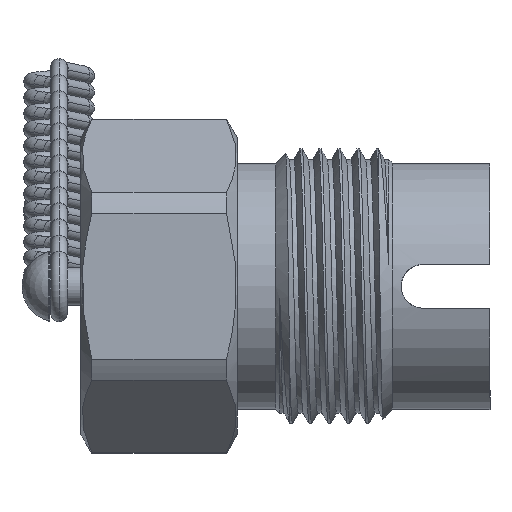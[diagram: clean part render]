
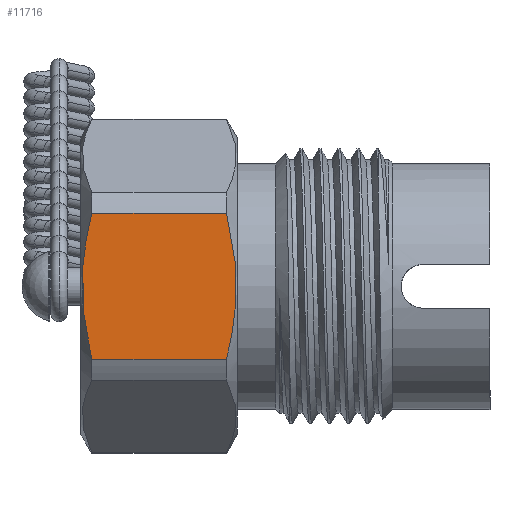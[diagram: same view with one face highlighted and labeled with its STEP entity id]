
A CAD part, left-side view. The second image highlights one B-rep face of the part: STEP entity #11716.
In plain terms, the highlighted planar face has unit normal (-1, 0, 0).
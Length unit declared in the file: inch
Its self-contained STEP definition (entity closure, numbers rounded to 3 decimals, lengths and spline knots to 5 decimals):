
#25 = CARTESIAN_POINT ( 'NONE',  ( -0.5625, 0.98541, 0.27243 ) ) ;
#86 = DIRECTION ( 'NONE',  ( 0., 0., -1. ) ) ;
#376 = VERTEX_POINT ( 'NONE', #4009 ) ;
#430 = CARTESIAN_POINT ( 'NONE',  ( -0.5625, 0.98541, -0.27243 ) ) ;
#462 = CARTESIAN_POINT ( 'NONE',  ( -0.5625, 0.96192, -0.15966 ) ) ;
#479 = EDGE_CURVE ( 'NONE', #9130, #12563, #10987, .T. ) ;
#546 = CARTESIAN_POINT ( 'NONE',  ( -0.5625, 1.50072, 0.22817 ) ) ;
#718 = CARTESIAN_POINT ( 'NONE',  ( -0.5625, 1.50981, 0.18335 ) ) ;
#1761 = CARTESIAN_POINT ( 'NONE',  ( -0.5625, 0.96574, -0.1823 ) ) ;
#1785 = CARTESIAN_POINT ( 'NONE',  ( -0.5625, 1.50926, -0.1823 ) ) ;
#1911 = CARTESIAN_POINT ( 'NONE',  ( -0.5625, 1.48959, -0.27243 ) ) ;
#2316 = ORIENTED_EDGE ( 'NONE', *, *, #479, .F. ) ;
#2418 = EDGE_CURVE ( 'NONE', #8956, #9130, #13685, .T. ) ;
#2567 = CARTESIAN_POINT ( 'NONE',  ( -0.5625, 0., 0.27243 ) ) ;
#2606 = CARTESIAN_POINT ( 'NONE',  ( -0.5625, 0.96519, 0.18335 ) ) ;
#3090 = CARTESIAN_POINT ( 'NONE',  ( -0.5625, 1.51308, -0.15966 ) ) ;
#3262 = CARTESIAN_POINT ( 'NONE',  ( -0.5625, 1.52238, -0.09158 ) ) ;
#3380 = EDGE_LOOP ( 'NONE', ( #2316, #4852, #14461, #14411 ) ) ;
#4009 = CARTESIAN_POINT ( 'NONE',  ( -0.5625, 1.48959, 0.27243 ) ) ;
#4852 = ORIENTED_EDGE ( 'NONE', *, *, #2418, .F. ) ;
#5247 = PLANE ( 'NONE',  #5440 ) ;
#5440 = AXIS2_PLACEMENT_3D ( 'NONE', #13236, #15900, #86 ) ;
#5512 = CARTESIAN_POINT ( 'NONE',  ( -0.5625, 0., -0.27243 ) ) ;
#5677 = CARTESIAN_POINT ( 'NONE',  ( -0.5625, 0.94934, -0.04598 ) ) ;
#6330 = DIRECTION ( 'NONE',  ( 0., -1., 0. ) ) ;
#6880 = FACE_OUTER_BOUND ( 'NONE', #3380, .T. ) ;
#6953 = CARTESIAN_POINT ( 'NONE',  ( -0.5625, 1.48959, -0.27243 ) ) ;
#6993 = CARTESIAN_POINT ( 'NONE',  ( -0.5625, 1.49521, -0.25008 ) ) ;
#7083 = CARTESIAN_POINT ( 'NONE',  ( -0.5625, 0.95262, -0.09158 ) ) ;
#7090 = VECTOR ( 'NONE', #16061, 39.37008 ) ;
#7771 = CARTESIAN_POINT ( 'NONE',  ( -0.5625, 0.97428, 0.22817 ) ) ;
#8153 = CARTESIAN_POINT ( 'NONE',  ( -0.5625, 0.97467, -0.22749 ) ) ;
#8308 = CARTESIAN_POINT ( 'NONE',  ( -0.5625, 1.52486, 0.04579 ) ) ;
#8341 = CARTESIAN_POINT ( 'NONE',  ( -0.5625, 0.95337, 0.09188 ) ) ;
#8478 = CARTESIAN_POINT ( 'NONE',  ( -0.5625, 1.5192, 0.11496 ) ) ;
#8956 = VERTEX_POINT ( 'NONE', #11956 ) ;
#9130 = VERTEX_POINT ( 'NONE', #430 ) ;
#9538 = LINE ( 'NONE', #2567, #14442 ) ;
#9607 = CARTESIAN_POINT ( 'NONE',  ( -0.5625, 0.94933, 0.0228 ) ) ;
#9669 = CARTESIAN_POINT ( 'NONE',  ( -0.5625, 0.95014, 0.04579 ) ) ;
#9690 = CARTESIAN_POINT ( 'NONE',  ( -0.5625, 1.48959, 0.27243 ) ) ;
#10987 = LINE ( 'NONE', #5512, #7090 ) ;
#11548 = EDGE_CURVE ( 'NONE', #376, #8956, #9538, .T. ) ;
#11716 = ADVANCED_FACE ( 'NONE', ( #6880 ), #5247, .F. ) ;
#11956 = CARTESIAN_POINT ( 'NONE',  ( -0.5625, 0.98541, 0.27243 ) ) ;
#12563 = VERTEX_POINT ( 'NONE', #6953 ) ;
#12581 = EDGE_CURVE ( 'NONE', #12563, #376, #16140, .T. ) ;
#13236 = CARTESIAN_POINT ( 'NONE',  ( -0.5625, 1.53, -0.32476 ) ) ;
#13399 = CARTESIAN_POINT ( 'NONE',  ( -0.5625, 0.97979, -0.25008 ) ) ;
#13665 = CARTESIAN_POINT ( 'NONE',  ( -0.5625, 1.52566, -0.04598 ) ) ;
#13685 = B_SPLINE_CURVE_WITH_KNOTS ( 'NONE', 3,
 ( #25, #7771, #2606, #14746, #8341, #9669, #9607, #5677, #7083, #462, #1761, #8153, #13399, #14941 ),
 .UNSPECIFIED., .F., .F.,
 ( 4, 2, 2, 2, 2, 2, 4 ),
 ( 0.00744, 0.01092, 0.01266, 0.0144, 0.01787, 0.01961, 0.02135 ),
 .UNSPECIFIED. ) ;
#14411 = ORIENTED_EDGE ( 'NONE', *, *, #12581, .F. ) ;
#14442 = VECTOR ( 'NONE', #6330, 39.37008 ) ;
#14461 = ORIENTED_EDGE ( 'NONE', *, *, #11548, .F. ) ;
#14746 = CARTESIAN_POINT ( 'NONE',  ( -0.5625, 0.9558, 0.11496 ) ) ;
#14941 = CARTESIAN_POINT ( 'NONE',  ( -0.5625, 0.98541, -0.27243 ) ) ;
#15900 = DIRECTION ( 'NONE',  ( 1., 0., 0. ) ) ;
#16061 = DIRECTION ( 'NONE',  ( 0., 1., 0. ) ) ;
#16139 = CARTESIAN_POINT ( 'NONE',  ( -0.5625, 1.52567, 0.0228 ) ) ;
#16140 = B_SPLINE_CURVE_WITH_KNOTS ( 'NONE', 3,
 ( #1911, #6993, #16253, #1785, #3090, #3262, #13665, #16139, #8308, #16311, #8478, #718, #546, #9690 ),
 .UNSPECIFIED., .F., .F.,
 ( 4, 2, 2, 2, 2, 2, 4 ),
 ( 0.01607, 0.01781, 0.01956, 0.02304, 0.02478, 0.02653, 0.03001 ),
 .UNSPECIFIED. ) ;
#16253 = CARTESIAN_POINT ( 'NONE',  ( -0.5625, 1.50033, -0.22749 ) ) ;
#16311 = CARTESIAN_POINT ( 'NONE',  ( -0.5625, 1.52163, 0.09188 ) ) ;
